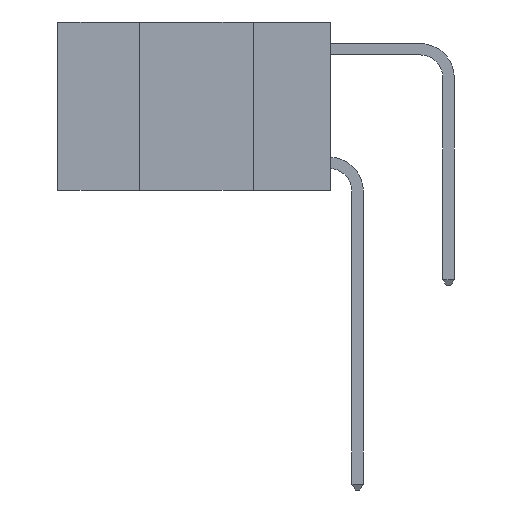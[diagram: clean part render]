
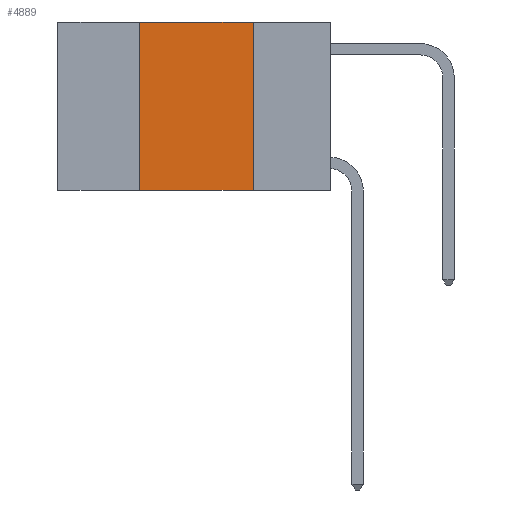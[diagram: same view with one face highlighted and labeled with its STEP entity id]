
A CAD part, left-side view. The second image highlights one B-rep face of the part: STEP entity #4889.
In plain terms, the highlighted planar face has unit normal (-1, 0, 0).
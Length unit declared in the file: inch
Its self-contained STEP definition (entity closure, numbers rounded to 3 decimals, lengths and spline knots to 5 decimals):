
#591 = PLANE ( 'NONE',  #675 ) ;
#675 = AXIS2_PLACEMENT_3D ( 'NONE', #6479, #7448, #1587 ) ;
#1340 = ORIENTED_EDGE ( 'NONE', *, *, #9078, .F. ) ;
#1504 = VERTEX_POINT ( 'NONE', #5174 ) ;
#1587 = DIRECTION ( 'NONE',  ( 0., 0., -1. ) ) ;
#1888 = ORIENTED_EDGE ( 'NONE', *, *, #4937, .F. ) ;
#1980 = EDGE_LOOP ( 'NONE', ( #1340, #1888, #2236, #4954 ) ) ;
#2032 = VECTOR ( 'NONE', #4802, 39.37008 ) ;
#2113 = LINE ( 'NONE', #12100, #4447 ) ;
#2236 = ORIENTED_EDGE ( 'NONE', *, *, #8471, .F. ) ;
#2550 = DIRECTION ( 'NONE',  ( 0., -1., 0. ) ) ;
#2793 = CARTESIAN_POINT ( 'NONE',  ( 0., 0.42, 0. ) ) ;
#4447 = VECTOR ( 'NONE', #2550, 39.37008 ) ;
#4577 = CARTESIAN_POINT ( 'NONE',  ( 0., 0.17, 0. ) ) ;
#4802 = DIRECTION ( 'NONE',  ( 0., 0., 1. ) ) ;
#4889 = ADVANCED_FACE ( 'NONE', ( #10091 ), #591, .F. ) ;
#4937 = EDGE_CURVE ( 'NONE', #7118, #6450, #7010, .T. ) ;
#4954 = ORIENTED_EDGE ( 'NONE', *, *, #11692, .T. ) ;
#5174 = CARTESIAN_POINT ( 'NONE',  ( 0., 0.17, -0.37 ) ) ;
#5951 = CARTESIAN_POINT ( 'NONE',  ( 0., 0.42, -0.37 ) ) ;
#6450 = VERTEX_POINT ( 'NONE', #4577 ) ;
#6479 = CARTESIAN_POINT ( 'NONE',  ( 0., 0.6, 0. ) ) ;
#6674 = VERTEX_POINT ( 'NONE', #5951 ) ;
#6942 = LINE ( 'NONE', #2793, #2032 ) ;
#7010 = LINE ( 'NONE', #10306, #9527 ) ;
#7118 = VERTEX_POINT ( 'NONE', #11307 ) ;
#7448 = DIRECTION ( 'NONE',  ( 1., 0., 0. ) ) ;
#8471 = EDGE_CURVE ( 'NONE', #6674, #7118, #6942, .T. ) ;
#9078 = EDGE_CURVE ( 'NONE', #6450, #1504, #10143, .T. ) ;
#9527 = VECTOR ( 'NONE', #12191, 39.37008 ) ;
#9860 = VECTOR ( 'NONE', #11477, 39.37008 ) ;
#10091 = FACE_OUTER_BOUND ( 'NONE', #1980, .T. ) ;
#10143 = LINE ( 'NONE', #10550, #9860 ) ;
#10306 = CARTESIAN_POINT ( 'NONE',  ( 0., 0.6, 0. ) ) ;
#10550 = CARTESIAN_POINT ( 'NONE',  ( 0., 0.17, 0. ) ) ;
#11307 = CARTESIAN_POINT ( 'NONE',  ( 0., 0.42, 0. ) ) ;
#11477 = DIRECTION ( 'NONE',  ( 0., 0., -1. ) ) ;
#11692 = EDGE_CURVE ( 'NONE', #6674, #1504, #2113, .T. ) ;
#12100 = CARTESIAN_POINT ( 'NONE',  ( 0., 0.6, -0.37 ) ) ;
#12191 = DIRECTION ( 'NONE',  ( 0., -1., 0. ) ) ;
